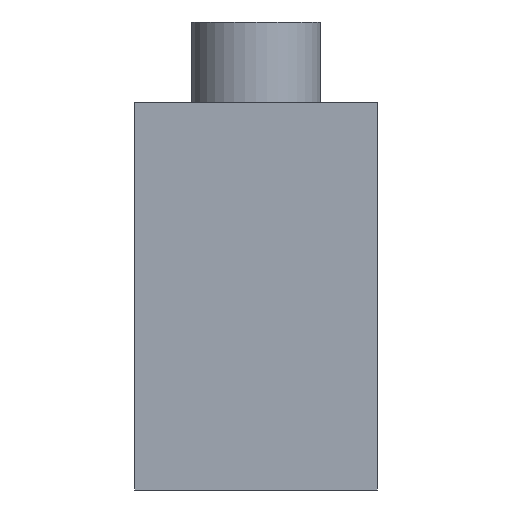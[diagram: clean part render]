
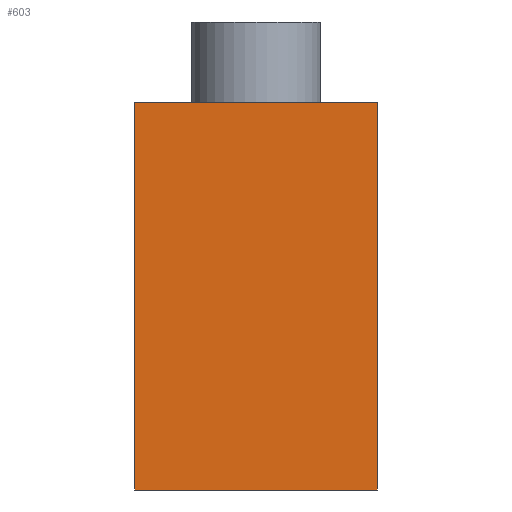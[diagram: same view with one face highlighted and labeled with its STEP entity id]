
A CAD part, front view. The second image highlights one B-rep face of the part: STEP entity #603.
In plain terms, the highlighted planar face has unit normal (0, -1, 0).
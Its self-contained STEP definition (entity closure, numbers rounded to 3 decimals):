
#22 = VERTEX_POINT('',#23);
#23 = CARTESIAN_POINT('',(-38.37,-37.57,-15.));
#31 = EDGE_CURVE('',#22,#32,#34,.T.);
#32 = VERTEX_POINT('',#33);
#33 = CARTESIAN_POINT('',(-38.37,-37.57,-39.));
#34 = LINE('',#35,#36);
#35 = CARTESIAN_POINT('',(-38.37,-37.57,-15.));
#36 = VECTOR('',#37,1.);
#37 = DIRECTION('',(0.,0.,-1.));
#79 = EDGE_CURVE('',#80,#22,#82,.T.);
#80 = VERTEX_POINT('',#81);
#81 = CARTESIAN_POINT('',(-23.37,-37.57,-15.));
#82 = LINE('',#83,#84);
#83 = CARTESIAN_POINT('',(-23.37,-37.57,-15.));
#84 = VECTOR('',#85,1.);
#85 = DIRECTION('',(-1.,0.,0.));
#556 = EDGE_CURVE('',#557,#32,#559,.T.);
#557 = VERTEX_POINT('',#558);
#558 = CARTESIAN_POINT('',(-23.37,-37.57,-39.));
#559 = LINE('',#560,#561);
#560 = CARTESIAN_POINT('',(-23.37,-37.57,-39.));
#561 = VECTOR('',#562,1.);
#562 = DIRECTION('',(-1.,0.,0.));
#603 = ADVANCED_FACE('',(#604),#615,.F.);
#604 = FACE_BOUND('',#605,.F.);
#605 = EDGE_LOOP('',(#606,#612,#613,#614));
#606 = ORIENTED_EDGE('',*,*,#607,.T.);
#607 = EDGE_CURVE('',#80,#557,#608,.T.);
#608 = LINE('',#609,#610);
#609 = CARTESIAN_POINT('',(-23.37,-37.57,-15.));
#610 = VECTOR('',#611,1.);
#611 = DIRECTION('',(0.,0.,-1.));
#612 = ORIENTED_EDGE('',*,*,#556,.T.);
#613 = ORIENTED_EDGE('',*,*,#31,.F.);
#614 = ORIENTED_EDGE('',*,*,#79,.F.);
#615 = PLANE('',#616);
#616 = AXIS2_PLACEMENT_3D('',#617,#618,#619);
#617 = CARTESIAN_POINT('',(-23.37,-37.57,-15.));
#618 = DIRECTION('',(0.,1.,0.));
#619 = DIRECTION('',(-1.,0.,0.));
